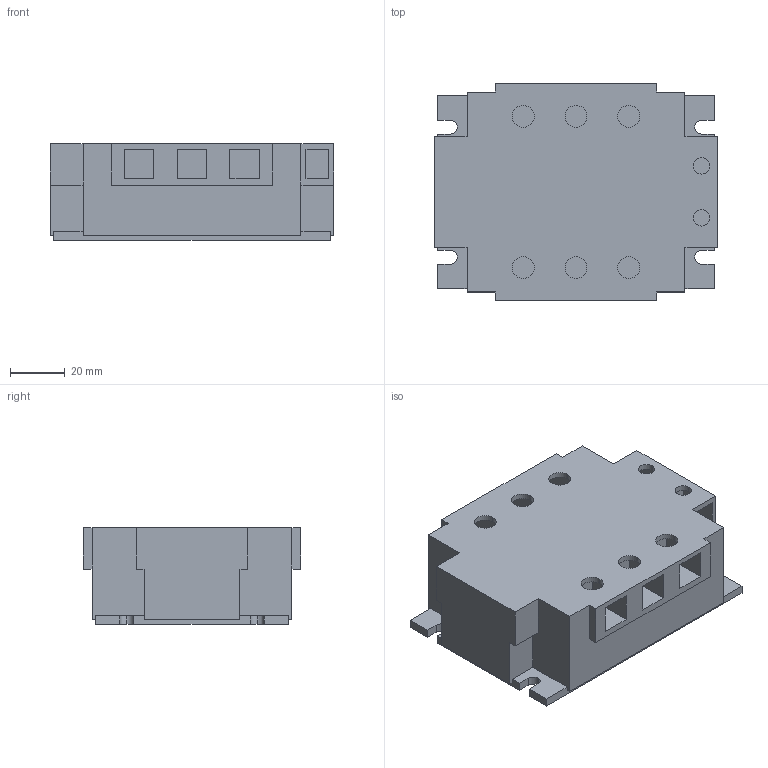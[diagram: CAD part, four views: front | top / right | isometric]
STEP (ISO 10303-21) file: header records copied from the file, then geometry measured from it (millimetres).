
FILE_DESCRIPTION((''),'2;1');
FILE_NAME('SSP3A250P7-3D_ASM','2021-05-13T10:06:19',('SESA481258'),('Schneider-Electric'),'CREO PARAMETRIC BY PTC INC, 2019471','CREO PARAMETRIC BY PTC INC, 2019471','');
FILE_SCHEMA(('AP242_MANAGED_MODEL_BASED_3D_ENGINEERING_MIM_LF { 1 0 10303 442 1 1 4 }'));
Length unit declared in the file: millimetre
Products named in the file (2): SSP3A250P7; SSP3A250P7-3D_ASM
Assembly tree (1 placements, depth 2):
  SSP3A250P7-3D_ASM
    SSP3A250P7
Bounding box: 103.87 x 79.72 x 35.43 mm (x, y, z)
Volume: 230526.8 mm3; surface area: 33906.1 mm2
Topology: 1 solids, 1 shells, 118 faces, 324 edges, 216 vertices
Faces by surface type: plane 94, cylinder 24
Entity records: 31560 total; most frequent: CARTESIAN_POINT 27430, DIRECTION 674, ORIENTED_EDGE 648, POLYLINE 462, EDGE_CURVE 324, VECTOR 276, LINE 276, VERTEX_POINT 216
